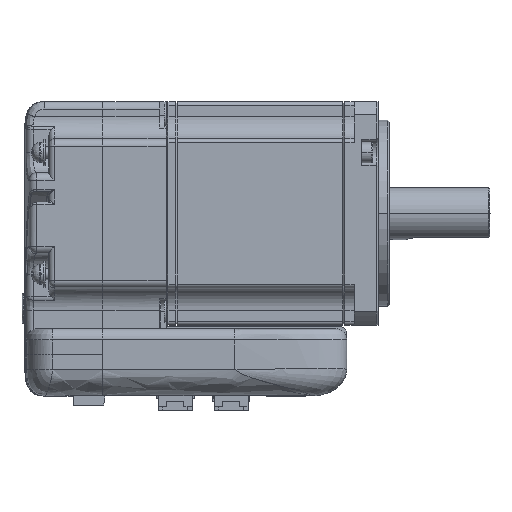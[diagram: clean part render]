
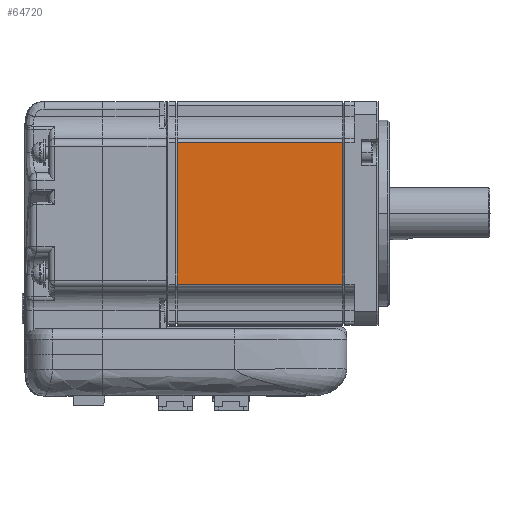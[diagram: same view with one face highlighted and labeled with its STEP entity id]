
A CAD part, top view. The second image highlights one B-rep face of the part: STEP entity #64720.
In plain terms, the highlighted face is planar.
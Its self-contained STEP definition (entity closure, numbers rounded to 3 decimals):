
#8969=VECTOR('',#82247,1.);
#8981=VECTOR('',#82315,1.);
#8994=VECTOR('',#82353,1.);
#8995=VECTOR('',#82423,1.);
#15125=LINE('',#128363,#8969);
#15137=LINE('',#128438,#8981);
#15150=LINE('',#128488,#8994);
#15151=LINE('',#128550,#8995);
#21977=VERTEX_POINT('',#128364);
#21978=VERTEX_POINT('',#128365);
#22012=VERTEX_POINT('',#128439);
#22035=VERTEX_POINT('',#128487);
#32941=EDGE_CURVE('',#21977,#21978,#15125,.T.);
#32980=EDGE_CURVE('',#22012,#21978,#15137,.T.);
#33005=EDGE_CURVE('',#22035,#22012,#15150,.T.);
#33040=EDGE_CURVE('',#21977,#22035,#15151,.T.);
#50546=ORIENTED_EDGE('',*,*,#33040,.F.);
#50547=ORIENTED_EDGE('',*,*,#32941,.T.);
#50548=ORIENTED_EDGE('',*,*,#32980,.F.);
#50549=ORIENTED_EDGE('',*,*,#33005,.F.);
#56924=EDGE_LOOP('',(#50546,#50547,#50548,#50549));
#60917=FACE_BOUND('',#56924,.T.);
#64720=ADVANCED_FACE('',(#60917),#133898,.F.);
#69468=AXIS2_PLACEMENT_3D('',#128549,#82422,$);
#82247=DIRECTION('',(0.,-1.,0.));
#82315=DIRECTION('',(0.,0.,1.));
#82353=DIRECTION('',(0.,-1.,0.));
#82422=DIRECTION('',(-1.,0.,0.));
#82423=DIRECTION('',(0.,0.,-1.));
#128363=CARTESIAN_POINT('',(22.128,28.84,74.75));
#128364=CARTESIAN_POINT('',(22.128,28.84,74.75));
#128365=CARTESIAN_POINT('',(22.128,-9.16,74.75));
#128438=CARTESIAN_POINT('',(22.128,-9.16,30.25));
#128439=CARTESIAN_POINT('',(22.128,-9.16,30.25));
#128487=CARTESIAN_POINT('',(22.128,28.84,30.25));
#128488=CARTESIAN_POINT('',(22.128,28.84,30.25));
#128549=CARTESIAN_POINT('',(22.128,28.84,74.75));
#128550=CARTESIAN_POINT('',(22.128,28.84,74.75));
#133898=PLANE('',#69468);
